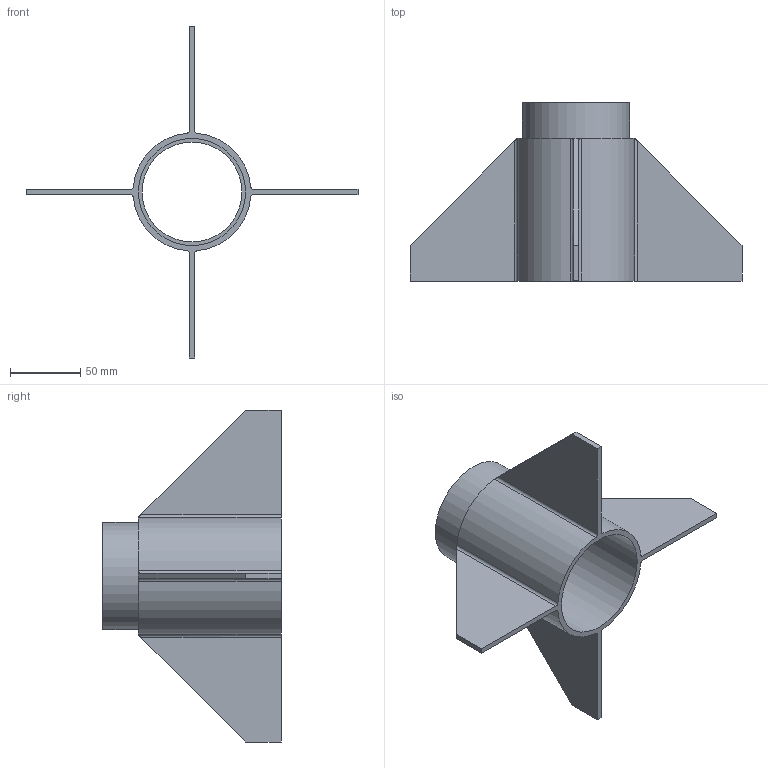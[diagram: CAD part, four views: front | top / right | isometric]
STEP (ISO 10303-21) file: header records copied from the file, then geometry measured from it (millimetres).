
FILE_DESCRIPTION(/* description */ (''),/* implementation_level */ '2;1');
FILE_NAME(/* name */ 'Fin Assembly v1.step',/* time_stamp */ '2023-05-20T11:45:21-04:00',/* author */ (''),/* organization */ (''),/* preprocessor_version */ 'ST-DEVELOPER v19.2',/* originating_system */ 'Autodesk Translation Framework v12.4.0.73',/* authorisation */ '');
FILE_SCHEMA (('AUTOMOTIVE_DESIGN { 1 0 10303 214 3 1 1 }'));
Length unit declared in the file: inch
Products named in the file (1): Fin Assembly
Bounding box: 236.22 x 127 x 236.22 mm (x, y, z)
Volume: 186524.3 mm3; surface area: 105752.5 mm2
Topology: 2 solids, 2 shells, 35 faces, 93 edges, 62 vertices
Faces by surface type: plane 20, cylinder 15
Full cylindrical faces by diameter (mm): 71.12 x1, 76.2 x2
Entity records: 1154 total; most frequent: DIRECTION 203, CARTESIAN_POINT 191, ORIENTED_EDGE 186, EDGE_CURVE 93, AXIS2_PLACEMENT_3D 74, VERTEX_POINT 62, LINE 55, VECTOR 55
